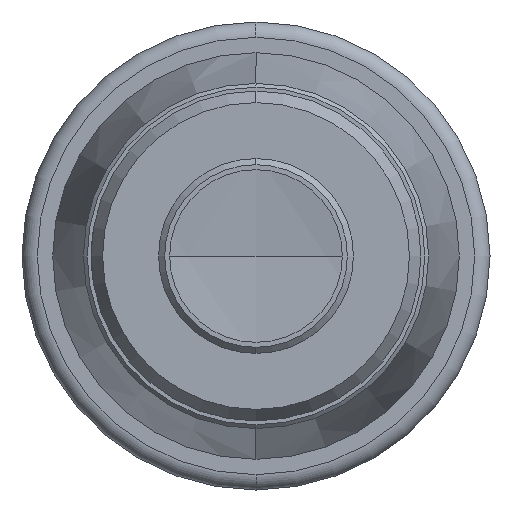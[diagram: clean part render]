
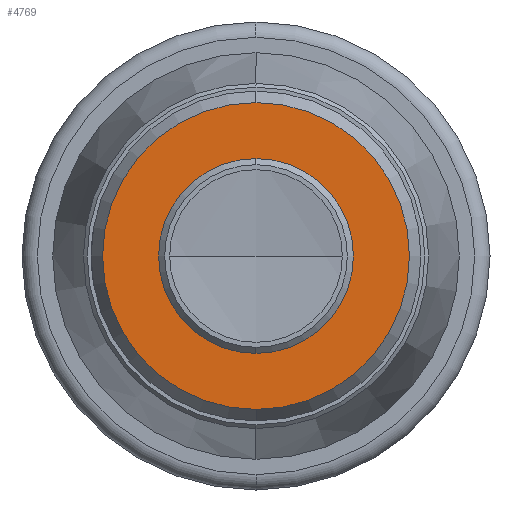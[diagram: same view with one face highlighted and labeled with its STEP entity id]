
A CAD part, left-side view. The second image highlights one B-rep face of the part: STEP entity #4769.
In plain terms, the highlighted planar face has unit normal (-1, 0, 0).
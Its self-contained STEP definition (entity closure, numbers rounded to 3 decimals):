
#67 = FACE_BOUND ( 'NONE', #2547, .T. ) ;
#72 = CIRCLE ( 'NONE', #3487, 20. ) ;
#197 = FACE_OUTER_BOUND ( 'NONE', #2169, .T. ) ;
#352 = VERTEX_POINT ( 'NONE', #604 ) ;
#380 = DIRECTION ( 'NONE',  ( 0., 0., -1. ) ) ;
#487 = DIRECTION ( 'NONE',  ( -1., 0., 0. ) ) ;
#540 = EDGE_CURVE ( 'NONE', #352, #4189, #2222, .T. ) ;
#547 = CARTESIAN_POINT ( 'NONE',  ( -87.48, 0., 0. ) ) ;
#604 = CARTESIAN_POINT ( 'NONE',  ( -87.48, 0., 12. ) ) ;
#724 = CARTESIAN_POINT ( 'NONE',  ( -87.48, 0., -12. ) ) ;
#935 = DIRECTION ( 'NONE',  ( 0., 0., -1. ) ) ;
#1092 = ORIENTED_EDGE ( 'NONE', *, *, #540, .T. ) ;
#1132 = CARTESIAN_POINT ( 'NONE',  ( -87.48, 0., 0. ) ) ;
#1254 = PLANE ( 'NONE',  #3145 ) ;
#1528 = DIRECTION ( 'NONE',  ( 0., 0., -1. ) ) ;
#1754 = ORIENTED_EDGE ( 'NONE', *, *, #3016, .F. ) ;
#1910 = DIRECTION ( 'NONE',  ( 1., 0., 0. ) ) ;
#2131 = VERTEX_POINT ( 'NONE', #3582 ) ;
#2169 = EDGE_LOOP ( 'NONE', ( #2849, #1754 ) ) ;
#2222 = CIRCLE ( 'NONE', #3619, 12. ) ;
#2547 = EDGE_LOOP ( 'NONE', ( #3384, #1092 ) ) ;
#2691 = AXIS2_PLACEMENT_3D ( 'NONE', #1132, #3854, #1528 ) ;
#2707 = DIRECTION ( 'NONE',  ( 1., 0., 0. ) ) ;
#2813 = CARTESIAN_POINT ( 'NONE',  ( -87.48, 12., 0. ) ) ;
#2849 = ORIENTED_EDGE ( 'NONE', *, *, #4254, .F. ) ;
#2970 = CARTESIAN_POINT ( 'NONE',  ( -87.48, 0., 20. ) ) ;
#3016 = EDGE_CURVE ( 'NONE', #4021, #2131, #3606, .T. ) ;
#3145 = AXIS2_PLACEMENT_3D ( 'NONE', #2813, #487, #3219 ) ;
#3219 = DIRECTION ( 'NONE',  ( 0., 0., 1. ) ) ;
#3276 = DIRECTION ( 'NONE',  ( 1., 0., 0. ) ) ;
#3313 = CIRCLE ( 'NONE', #2691, 12. ) ;
#3384 = ORIENTED_EDGE ( 'NONE', *, *, #4170, .T. ) ;
#3487 = AXIS2_PLACEMENT_3D ( 'NONE', #5043, #2707, #380 ) ;
#3578 = AXIS2_PLACEMENT_3D ( 'NONE', #4232, #1910, #4620 ) ;
#3582 = CARTESIAN_POINT ( 'NONE',  ( -87.48, 0., -20. ) ) ;
#3606 = CIRCLE ( 'NONE', #3578, 20. ) ;
#3619 = AXIS2_PLACEMENT_3D ( 'NONE', #547, #3276, #935 ) ;
#3854 = DIRECTION ( 'NONE',  ( 1., 0., 0. ) ) ;
#4021 = VERTEX_POINT ( 'NONE', #2970 ) ;
#4170 = EDGE_CURVE ( 'NONE', #4189, #352, #3313, .T. ) ;
#4189 = VERTEX_POINT ( 'NONE', #724 ) ;
#4232 = CARTESIAN_POINT ( 'NONE',  ( -87.48, 0., 0. ) ) ;
#4254 = EDGE_CURVE ( 'NONE', #2131, #4021, #72, .T. ) ;
#4620 = DIRECTION ( 'NONE',  ( 0., 0., -1. ) ) ;
#4769 = ADVANCED_FACE ( 'NONE', ( #67, #197 ), #1254, .T. ) ;
#5043 = CARTESIAN_POINT ( 'NONE',  ( -87.48, 0., 0. ) ) ;
